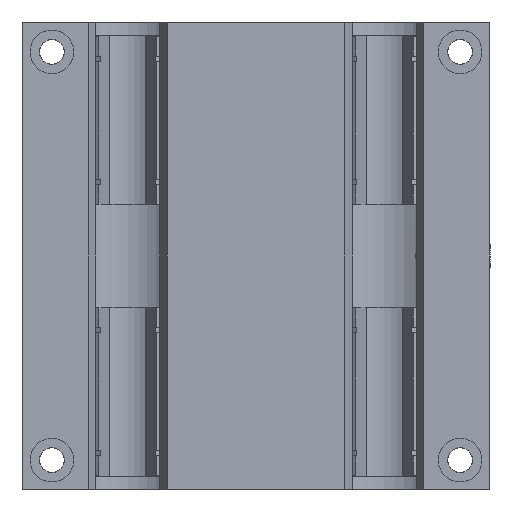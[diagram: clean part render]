
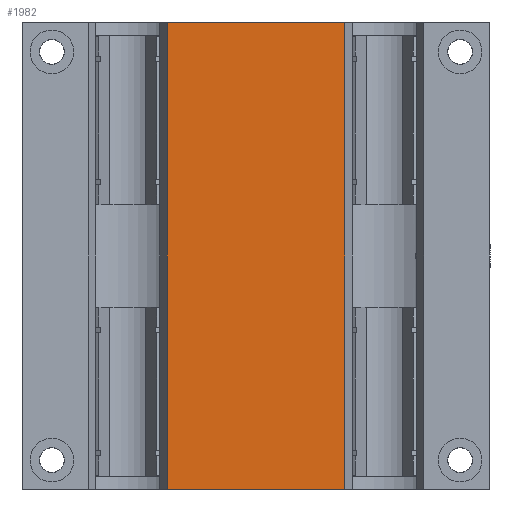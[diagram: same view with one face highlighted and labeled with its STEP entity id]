
A CAD part, front view. The second image highlights one B-rep face of the part: STEP entity #1982.
In plain terms, the highlighted planar face has unit normal (0, -1, 0).
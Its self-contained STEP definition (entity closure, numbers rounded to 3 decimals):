
#121=LINE('',#3480,#248);
#134=LINE('',#3554,#261);
#135=LINE('',#3557,#262);
#136=LINE('',#3558,#263);
#248=VECTOR('',#2760,10.);
#261=VECTOR('',#2787,10.);
#262=VECTOR('',#2790,10.);
#263=VECTOR('',#2791,10.);
#499=FACE_OUTER_BOUND('',#661,.T.);
#661=EDGE_LOOP('',(#1601,#1602,#1603,#1604));
#955=VERTEX_POINT('',#3477);
#956=VERTEX_POINT('',#3479);
#968=VERTEX_POINT('',#3552);
#969=VERTEX_POINT('',#3556);
#1180=EDGE_CURVE('',#956,#955,#121,.T.);
#1198=EDGE_CURVE('',#968,#955,#134,.T.);
#1199=EDGE_CURVE('',#968,#969,#135,.T.);
#1200=EDGE_CURVE('',#969,#956,#136,.T.);
#1601=ORIENTED_EDGE('',*,*,#1199,.T.);
#1602=ORIENTED_EDGE('',*,*,#1200,.T.);
#1603=ORIENTED_EDGE('',*,*,#1180,.T.);
#1604=ORIENTED_EDGE('',*,*,#1198,.F.);
#1868=PLANE('',#2272);
#1982=ADVANCED_FACE('',(#499),#1868,.T.);
#2272=AXIS2_PLACEMENT_3D('',#3555,#2788,#2789);
#2760=DIRECTION('',(1.,0.,0.));
#2787=DIRECTION('',(0.,0.,-1.));
#2788=DIRECTION('center_axis',(0.,-1.,0.));
#2789=DIRECTION('ref_axis',(0.,0.,-1.));
#2790=DIRECTION('',(-1.,0.,0.));
#2791=DIRECTION('',(0.,0.,-1.));
#3477=CARTESIAN_POINT('',(30.519,-25.5,-80.));
#3479=CARTESIAN_POINT('',(-30.519,-25.5,-80.));
#3480=CARTESIAN_POINT('',(30.519,-25.5,-80.));
#3552=CARTESIAN_POINT('',(30.519,-25.5,80.));
#3554=CARTESIAN_POINT('',(30.519,-25.5,0.));
#3555=CARTESIAN_POINT('Origin',(30.519,-25.5,0.));
#3556=CARTESIAN_POINT('',(-30.519,-25.5,80.));
#3557=CARTESIAN_POINT('',(30.519,-25.5,80.));
#3558=CARTESIAN_POINT('',(-30.519,-25.5,0.));
